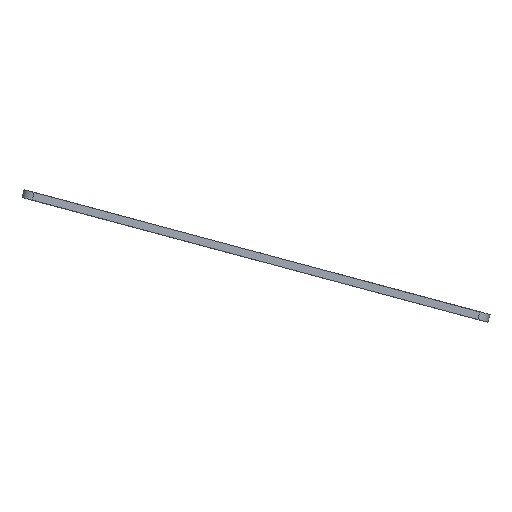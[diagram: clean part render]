
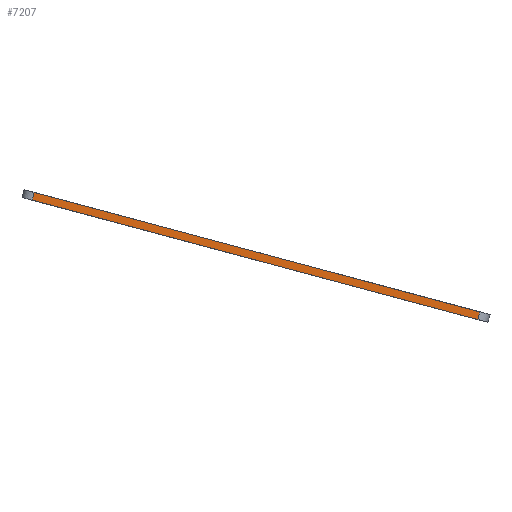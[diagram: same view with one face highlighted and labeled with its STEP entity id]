
A CAD part, left-side view. The second image highlights one B-rep face of the part: STEP entity #7207.
In plain terms, the highlighted planar face has unit normal (-1, 0, 0).
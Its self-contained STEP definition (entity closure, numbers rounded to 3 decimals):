
#694=FACE_OUTER_BOUND('',#1101,.T.);
#1101=EDGE_LOOP('',(#4860,#4861,#4862,#4863));
#1524=LINE('',#9010,#2217);
#1586=LINE('',#9149,#2279);
#1588=LINE('',#9153,#2281);
#1589=LINE('',#9154,#2282);
#2217=VECTOR('',#7852,10.);
#2279=VECTOR('',#7942,10.);
#2281=VECTOR('',#7946,10.);
#2282=VECTOR('',#7947,10.);
#2908=VERTEX_POINT('',#9006);
#2910=VERTEX_POINT('',#9009);
#2973=VERTEX_POINT('',#9147);
#2974=VERTEX_POINT('',#9152);
#3655=EDGE_CURVE('',#2908,#2910,#1524,.T.);
#3725=EDGE_CURVE('',#2973,#2908,#1586,.T.);
#3727=EDGE_CURVE('',#2974,#2973,#1588,.T.);
#3728=EDGE_CURVE('',#2910,#2974,#1589,.T.);
#4860=ORIENTED_EDGE('',*,*,#3725,.F.);
#4861=ORIENTED_EDGE('',*,*,#3727,.F.);
#4862=ORIENTED_EDGE('',*,*,#3728,.F.);
#4863=ORIENTED_EDGE('',*,*,#3655,.F.);
#7001=PLANE('',#7620);
#7207=ADVANCED_FACE('',(#694),#7001,.T.);
#7620=AXIS2_PLACEMENT_3D('',#9151,#7944,#7945);
#7852=DIRECTION('',(0.,0.966,0.259));
#7942=DIRECTION('',(0.,0.259,-0.966));
#7944=DIRECTION('center_axis',(-1.,0.,0.));
#7945=DIRECTION('ref_axis',(0.,-0.966,-0.259));
#7946=DIRECTION('',(0.,-0.966,-0.259));
#7947=DIRECTION('',(0.,-0.259,0.966));
#9006=CARTESIAN_POINT('',(-53.216,-27.302,17.733));
#9009=CARTESIAN_POINT('',(-53.216,57.075,40.341));
#9010=CARTESIAN_POINT('',(-53.216,-29.234,17.215));
#9147=CARTESIAN_POINT('',(-53.216,-27.69,19.181));
#9149=CARTESIAN_POINT('',(-53.216,-27.302,17.733));
#9151=CARTESIAN_POINT('Origin',(-53.216,59.007,40.859));
#9152=CARTESIAN_POINT('',(-53.216,56.686,41.79));
#9153=CARTESIAN_POINT('',(-53.216,-29.622,18.664));
#9154=CARTESIAN_POINT('',(-53.216,57.075,40.341));
